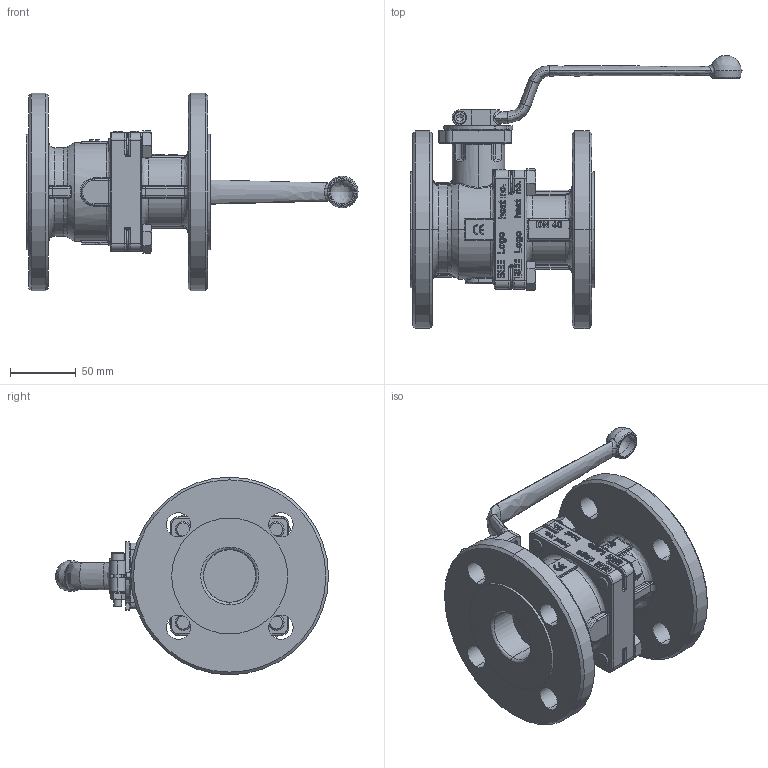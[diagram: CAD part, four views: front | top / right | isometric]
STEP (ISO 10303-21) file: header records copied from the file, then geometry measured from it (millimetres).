
FILE_DESCRIPTION (( 'STEP AP214' ), '1' );
FILE_NAME ('FK05_DN40.STEP', '2022-08-17T12:14:36', ( '' ), ( '' ), 'SwSTEP 2.0', 'SolidWorks 2021', '' );
FILE_SCHEMA (( 'AUTOMOTIVE_DESIGN' ));
Length unit declared in the file: metre
Products named in the file (1): FK05_DN40
Bounding box: 252 x 207.22 x 150 mm (x, y, z)
Surface area: 160326.6 mm2 (no closed solid volume)
Topology: 0 solids, 2 shells, 1604 faces, 4214 edges, 2652 vertices
Faces by surface type: plane 632, bspline 576, cylinder 306, cone 90
Entity records: 81512 total; most frequent: CARTESIAN_POINT 28830, ORIENTED_EDGE 8313, DIRECTION 5513, EDGE_CURVE 4167, VERTEX_POINT 2650, VECTOR 2039, LINE 2039, EDGE_LOOP 1767
